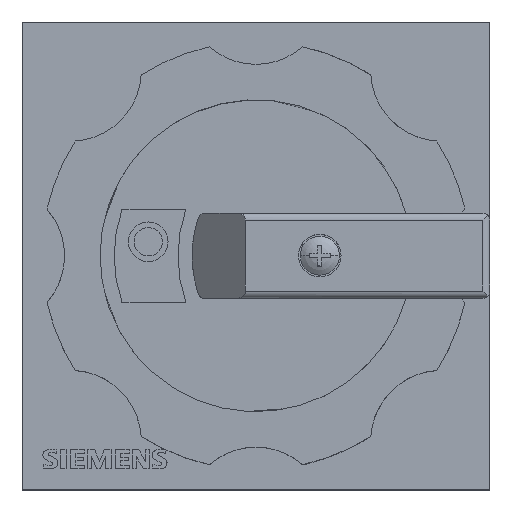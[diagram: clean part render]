
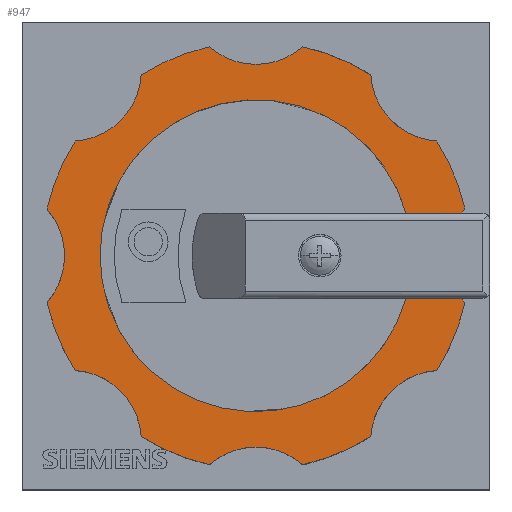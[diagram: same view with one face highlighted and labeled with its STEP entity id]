
A CAD part, top view. The second image highlights one B-rep face of the part: STEP entity #947.
In plain terms, the highlighted planar face has unit normal (0, 0, 1).
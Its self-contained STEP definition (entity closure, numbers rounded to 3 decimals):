
#947=ADVANCED_FACE('',(#2088),#2089,.T.);
#2088=FACE_OUTER_BOUND('',#3407,.T.);
#2089=PLANE('',#3408);
#3407=EDGE_LOOP('',(#6366,#6367,#6368,#6369,#6370,#6371,#6372,#6373,#6374,#6375,#6376,#6377,#6378,#6379,#6380,#6381,#6382,#6383,#6384,#6385,#6386,#6387,#6388,#6389,#6390,#6391,#6392,#6393));
#3408=AXIS2_PLACEMENT_3D('',#6394,#6395,#6396);
#6366=ORIENTED_EDGE('',*,*,#8917,.T.);
#6367=ORIENTED_EDGE('',*,*,#8086,.T.);
#6368=ORIENTED_EDGE('',*,*,#9052,.T.);
#6369=ORIENTED_EDGE('',*,*,#9006,.T.);
#6370=ORIENTED_EDGE('',*,*,#9015,.T.);
#6371=ORIENTED_EDGE('',*,*,#9053,.T.);
#6372=ORIENTED_EDGE('',*,*,#9054,.T.);
#6373=ORIENTED_EDGE('',*,*,#8102,.T.);
#6374=ORIENTED_EDGE('',*,*,#9055,.T.);
#6375=ORIENTED_EDGE('',*,*,#9056,.T.);
#6376=ORIENTED_EDGE('',*,*,#8107,.T.);
#6377=ORIENTED_EDGE('',*,*,#9057,.T.);
#6378=ORIENTED_EDGE('',*,*,#9058,.T.);
#6379=ORIENTED_EDGE('',*,*,#8112,.T.);
#6380=ORIENTED_EDGE('',*,*,#9059,.T.);
#6381=ORIENTED_EDGE('',*,*,#9060,.T.);
#6382=ORIENTED_EDGE('',*,*,#8119,.T.);
#6383=ORIENTED_EDGE('',*,*,#9061,.T.);
#6384=ORIENTED_EDGE('',*,*,#9062,.T.);
#6385=ORIENTED_EDGE('',*,*,#8124,.T.);
#6386=ORIENTED_EDGE('',*,*,#9063,.T.);
#6387=ORIENTED_EDGE('',*,*,#9064,.T.);
#6388=ORIENTED_EDGE('',*,*,#8129,.T.);
#6389=ORIENTED_EDGE('',*,*,#9065,.T.);
#6390=ORIENTED_EDGE('',*,*,#9048,.T.);
#6391=ORIENTED_EDGE('',*,*,#8134,.T.);
#6392=ORIENTED_EDGE('',*,*,#9066,.T.);
#6393=ORIENTED_EDGE('',*,*,#9067,.T.);
#6394=CARTESIAN_POINT('',(33.0,33.0,333.4));
#6395=DIRECTION('',(0.0,0.0,1.0));
#6396=DIRECTION('',(0.0,-1.0,0.0));
#8086=EDGE_CURVE('',#9755,#9752,#9756,.T.);
#8102=EDGE_CURVE('',#9780,#9784,#9786,.T.);
#8107=EDGE_CURVE('',#9789,#9793,#9795,.T.);
#8112=EDGE_CURVE('',#9798,#9802,#9804,.T.);
#8119=EDGE_CURVE('',#9807,#9815,#9817,.T.);
#8124=EDGE_CURVE('',#9820,#9824,#9826,.T.);
#8129=EDGE_CURVE('',#9829,#9833,#9835,.T.);
#8134=EDGE_CURVE('',#9838,#9842,#9844,.T.);
#8917=EDGE_CURVE('',#11022,#9755,#11023,.T.);
#9006=EDGE_CURVE('',#11148,#11146,#11149,.T.);
#9015=EDGE_CURVE('',#11146,#11157,#11159,.T.);
#9048=EDGE_CURVE('',#11212,#9838,#11213,.T.);
#9052=EDGE_CURVE('',#9752,#11148,#11217,.T.);
#9053=EDGE_CURVE('',#11157,#11218,#11219,.T.);
#9054=EDGE_CURVE('',#11218,#9780,#11220,.T.);
#9055=EDGE_CURVE('',#9784,#11221,#11222,.T.);
#9056=EDGE_CURVE('',#11221,#9789,#11223,.T.);
#9057=EDGE_CURVE('',#9793,#11224,#11225,.T.);
#9058=EDGE_CURVE('',#11224,#9798,#11226,.T.);
#9059=EDGE_CURVE('',#9802,#11227,#11228,.T.);
#9060=EDGE_CURVE('',#11227,#9807,#11229,.T.);
#9061=EDGE_CURVE('',#9815,#11230,#11231,.T.);
#9062=EDGE_CURVE('',#11230,#9820,#11232,.T.);
#9063=EDGE_CURVE('',#9824,#11233,#11234,.T.);
#9064=EDGE_CURVE('',#11233,#9829,#11235,.T.);
#9065=EDGE_CURVE('',#9833,#11212,#11236,.T.);
#9066=EDGE_CURVE('',#9842,#11237,#11238,.T.);
#9067=EDGE_CURVE('',#11237,#11022,#11239,.T.);
#9752=VERTEX_POINT('',#12381);
#9755=VERTEX_POINT('',#12385);
#9756=CIRCLE('',#12386,22.0);
#9780=VERTEX_POINT('',#12497);
#9784=VERTEX_POINT('',#12523);
#9786=CIRCLE('',#12526,10.0);
#9789=VERTEX_POINT('',#12529);
#9793=VERTEX_POINT('',#12534);
#9795=CIRCLE('',#12537,10.0);
#9798=VERTEX_POINT('',#12540);
#9802=VERTEX_POINT('',#12545);
#9804=CIRCLE('',#12548,10.0);
#9807=VERTEX_POINT('',#12551);
#9815=VERTEX_POINT('',#12578);
#9817=CIRCLE('',#12581,10.0);
#9820=VERTEX_POINT('',#12584);
#9824=VERTEX_POINT('',#12589);
#9826=CIRCLE('',#12592,10.0);
#9829=VERTEX_POINT('',#12595);
#9833=VERTEX_POINT('',#12600);
#9835=CIRCLE('',#12603,10.0);
#9838=VERTEX_POINT('',#12606);
#9842=VERTEX_POINT('',#12611);
#9844=CIRCLE('',#12614,10.0);
#11022=VERTEX_POINT('',#14817);
#11023=LINE('',#14818,#14819);
#11146=VERTEX_POINT('',#14982);
#11148=VERTEX_POINT('',#14985);
#11149=LINE('',#14986,#14987);
#11157=VERTEX_POINT('',#14997);
#11159=CIRCLE('',#15000,10.0);
#11212=VERTEX_POINT('',#15149);
#11213=CIRCLE('',#15150,10.0);
#11217=CIRCLE('',#15156,22.0);
#11218=VERTEX_POINT('',#15157);
#11219=CIRCLE('',#15158,30.2);
#11220=CIRCLE('',#15159,10.0);
#11221=VERTEX_POINT('',#15160);
#11222=CIRCLE('',#15161,30.2);
#11223=CIRCLE('',#15162,10.0);
#11224=VERTEX_POINT('',#15163);
#11225=CIRCLE('',#15164,30.2);
#11226=CIRCLE('',#15165,10.0);
#11227=VERTEX_POINT('',#15166);
#11228=CIRCLE('',#15167,30.2);
#11229=CIRCLE('',#15168,10.0);
#11230=VERTEX_POINT('',#15169);
#11231=CIRCLE('',#15170,30.2);
#11232=CIRCLE('',#15171,10.0);
#11233=VERTEX_POINT('',#15172);
#11234=CIRCLE('',#15173,30.2);
#11235=CIRCLE('',#15174,10.0);
#11236=CIRCLE('',#15175,30.2);
#11237=VERTEX_POINT('',#15176);
#11238=CIRCLE('',#15177,30.2);
#11239=CIRCLE('',#15178,10.0);
#12381=CARTESIAN_POINT('',(11.0,33.0,333.4));
#12385=CARTESIAN_POINT('',(54.166,27.,333.4));
#12386=AXIS2_PLACEMENT_3D('',#16685,#16686,#16687);
#12497=CARTESIAN_POINT('',(52.092,52.092,333.4));
#12523=CARTESIAN_POINT('',(49.185,58.497,333.4));
#12526=AXIS2_PLACEMENT_3D('',#16700,#16701,#16702);
#12529=CARTESIAN_POINT('',(33.0,60.0,333.4));
#12534=CARTESIAN_POINT('',(26.416,62.474,333.4));
#12537=AXIS2_PLACEMENT_3D('',#16708,#16709,#16710);
#12540=CARTESIAN_POINT('',(13.908,52.092,333.4));
#12545=CARTESIAN_POINT('',(7.503,49.185,333.4));
#12548=AXIS2_PLACEMENT_3D('',#16716,#16717,#16718);
#12551=CARTESIAN_POINT('',(6.0,33.0,333.4));
#12578=CARTESIAN_POINT('',(3.526,26.416,333.4));
#12581=AXIS2_PLACEMENT_3D('',#16725,#16726,#16727);
#12584=CARTESIAN_POINT('',(13.908,13.908,333.4));
#12589=CARTESIAN_POINT('',(16.815,7.503,333.4));
#12592=AXIS2_PLACEMENT_3D('',#16733,#16734,#16735);
#12595=CARTESIAN_POINT('',(33.0,6.0,333.4));
#12600=CARTESIAN_POINT('',(39.584,3.526,333.4));
#12603=AXIS2_PLACEMENT_3D('',#16741,#16742,#16743);
#12606=CARTESIAN_POINT('',(52.092,13.908,333.4));
#12611=CARTESIAN_POINT('',(58.497,16.815,333.4));
#12614=AXIS2_PLACEMENT_3D('',#16749,#16750,#16751);
#14817=CARTESIAN_POINT('',(62.,27.,333.4));
#14818=CARTESIAN_POINT('',(39.194,27.,333.4));
#14819=VECTOR('',#17637,1.0);
#14982=CARTESIAN_POINT('',(62.,39.,333.4));
#14985=CARTESIAN_POINT('',(54.166,39.,333.4));
#14986=CARTESIAN_POINT('',(39.194,39.,333.4));
#14987=VECTOR('',#17745,1.0);
#14997=CARTESIAN_POINT('',(62.474,39.584,333.4));
#15000=AXIS2_PLACEMENT_3D('',#17752,#17753,#17754);
#15149=CARTESIAN_POINT('',(49.185,7.503,333.4));
#15150=AXIS2_PLACEMENT_3D('',#17798,#17799,#17800);
#15156=AXIS2_PLACEMENT_3D('',#17803,#17804,#17805);
#15157=CARTESIAN_POINT('',(58.497,49.185,333.4));
#15158=AXIS2_PLACEMENT_3D('',#17806,#17807,#17808);
#15159=AXIS2_PLACEMENT_3D('',#17809,#17810,#17811);
#15160=CARTESIAN_POINT('',(39.584,62.474,333.4));
#15161=AXIS2_PLACEMENT_3D('',#17812,#17813,#17814);
#15162=AXIS2_PLACEMENT_3D('',#17815,#17816,#17817);
#15163=CARTESIAN_POINT('',(16.815,58.497,333.4));
#15164=AXIS2_PLACEMENT_3D('',#17818,#17819,#17820);
#15165=AXIS2_PLACEMENT_3D('',#17821,#17822,#17823);
#15166=CARTESIAN_POINT('',(3.526,39.584,333.4));
#15167=AXIS2_PLACEMENT_3D('',#17824,#17825,#17826);
#15168=AXIS2_PLACEMENT_3D('',#17827,#17828,#17829);
#15169=CARTESIAN_POINT('',(7.503,16.815,333.4));
#15170=AXIS2_PLACEMENT_3D('',#17830,#17831,#17832);
#15171=AXIS2_PLACEMENT_3D('',#17833,#17834,#17835);
#15172=CARTESIAN_POINT('',(26.416,3.526,333.4));
#15173=AXIS2_PLACEMENT_3D('',#17836,#17837,#17838);
#15174=AXIS2_PLACEMENT_3D('',#17839,#17840,#17841);
#15175=AXIS2_PLACEMENT_3D('',#17842,#17843,#17844);
#15176=CARTESIAN_POINT('',(62.474,26.416,333.4));
#15177=AXIS2_PLACEMENT_3D('',#17845,#17846,#17847);
#15178=AXIS2_PLACEMENT_3D('',#17848,#17849,#17850);
#16685=CARTESIAN_POINT('',(33.0,33.0,333.4));
#16686=DIRECTION('',(0.0,0.0,-1.0));
#16687=DIRECTION('',(1.0,0.0,0.0));
#16700=CARTESIAN_POINT('',(59.163,59.163,333.4));
#16701=DIRECTION('',(0.0,0.0,-1.0));
#16702=DIRECTION('',(0.707,0.707,0.0));
#16708=CARTESIAN_POINT('',(33.0,70.0,333.4));
#16709=DIRECTION('',(0.0,0.0,-1.0));
#16710=DIRECTION('',(0.0,1.0,0.0));
#16716=CARTESIAN_POINT('',(6.837,59.163,333.4));
#16717=DIRECTION('',(0.0,0.0,-1.0));
#16718=DIRECTION('',(-0.707,0.707,0.0));
#16725=CARTESIAN_POINT('',(-4.0,33.0,333.4));
#16726=DIRECTION('',(0.0,0.0,-1.0));
#16727=DIRECTION('',(-1.0,0.0,0.0));
#16733=CARTESIAN_POINT('',(6.837,6.837,333.4));
#16734=DIRECTION('',(-0.0,0.0,-1.0));
#16735=DIRECTION('',(-0.707,-0.707,0.0));
#16741=CARTESIAN_POINT('',(33.0,-4.0,333.4));
#16742=DIRECTION('',(0.0,0.0,-1.0));
#16743=DIRECTION('',(0.0,-1.0,0.0));
#16749=CARTESIAN_POINT('',(59.163,6.837,333.4));
#16750=DIRECTION('',(0.0,0.0,-1.0));
#16751=DIRECTION('',(0.707,-0.707,0.0));
#17637=DIRECTION('',(-1.0,0.,0.0));
#17745=DIRECTION('',(1.0,0.0,0.0));
#17752=CARTESIAN_POINT('',(70.0,33.0,333.4));
#17753=DIRECTION('',(0.0,0.0,-1.0));
#17754=DIRECTION('',(1.0,0.0,0.0));
#17798=CARTESIAN_POINT('',(59.163,6.837,333.4));
#17799=DIRECTION('',(0.0,0.0,-1.0));
#17800=DIRECTION('',(0.707,-0.707,0.0));
#17803=CARTESIAN_POINT('',(33.0,33.0,333.4));
#17804=DIRECTION('',(0.0,0.0,-1.0));
#17805=DIRECTION('',(1.0,0.0,0.0));
#17806=CARTESIAN_POINT('',(33.0,33.0,333.4));
#17807=DIRECTION('',(0.0,0.0,1.0));
#17808=DIRECTION('',(1.0,0.0,0.0));
#17809=CARTESIAN_POINT('',(59.163,59.163,333.4));
#17810=DIRECTION('',(0.0,0.0,-1.0));
#17811=DIRECTION('',(0.707,0.707,0.0));
#17812=CARTESIAN_POINT('',(33.0,33.0,333.4));
#17813=DIRECTION('',(0.0,0.0,1.0));
#17814=DIRECTION('',(1.0,0.0,0.0));
#17815=CARTESIAN_POINT('',(33.0,70.0,333.4));
#17816=DIRECTION('',(0.0,0.0,-1.0));
#17817=DIRECTION('',(0.0,1.0,0.0));
#17818=CARTESIAN_POINT('',(33.0,33.0,333.4));
#17819=DIRECTION('',(0.0,0.0,1.0));
#17820=DIRECTION('',(1.0,0.0,0.0));
#17821=CARTESIAN_POINT('',(6.837,59.163,333.4));
#17822=DIRECTION('',(0.0,0.0,-1.0));
#17823=DIRECTION('',(-0.707,0.707,0.0));
#17824=CARTESIAN_POINT('',(33.0,33.0,333.4));
#17825=DIRECTION('',(0.0,0.0,1.0));
#17826=DIRECTION('',(1.0,0.0,0.0));
#17827=CARTESIAN_POINT('',(-4.0,33.0,333.4));
#17828=DIRECTION('',(0.0,0.0,-1.0));
#17829=DIRECTION('',(-1.0,0.0,0.0));
#17830=CARTESIAN_POINT('',(33.0,33.0,333.4));
#17831=DIRECTION('',(0.0,0.0,1.0));
#17832=DIRECTION('',(1.0,0.0,0.0));
#17833=CARTESIAN_POINT('',(6.837,6.837,333.4));
#17834=DIRECTION('',(-0.0,0.0,-1.0));
#17835=DIRECTION('',(-0.707,-0.707,0.0));
#17836=CARTESIAN_POINT('',(33.0,33.0,333.4));
#17837=DIRECTION('',(0.0,0.0,1.0));
#17838=DIRECTION('',(1.0,0.0,0.0));
#17839=CARTESIAN_POINT('',(33.0,-4.0,333.4));
#17840=DIRECTION('',(0.0,0.0,-1.0));
#17841=DIRECTION('',(0.0,-1.0,0.0));
#17842=CARTESIAN_POINT('',(33.0,33.0,333.4));
#17843=DIRECTION('',(0.0,0.0,1.0));
#17844=DIRECTION('',(1.0,0.0,0.0));
#17845=CARTESIAN_POINT('',(33.0,33.0,333.4));
#17846=DIRECTION('',(0.0,0.0,1.0));
#17847=DIRECTION('',(1.0,0.0,0.0));
#17848=CARTESIAN_POINT('',(70.0,33.0,333.4));
#17849=DIRECTION('',(0.0,0.0,-1.0));
#17850=DIRECTION('',(1.0,0.0,0.0));
